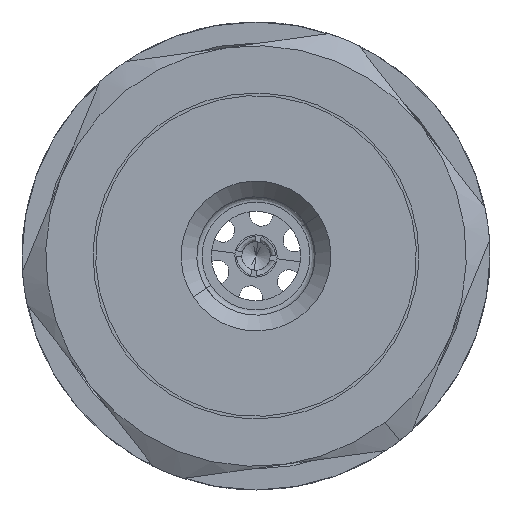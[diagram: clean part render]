
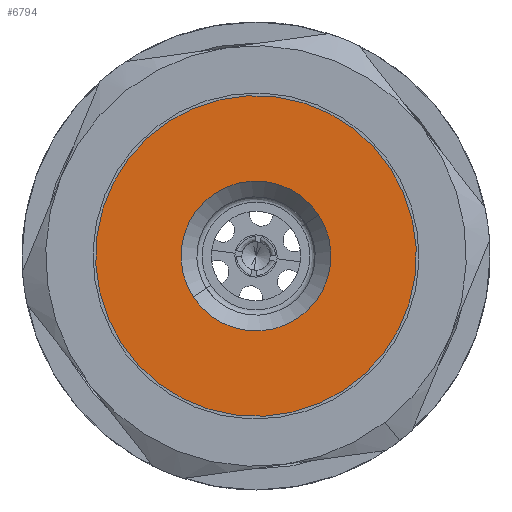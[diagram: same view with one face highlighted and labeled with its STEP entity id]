
A CAD part, left-side view. The second image highlights one B-rep face of the part: STEP entity #6794.
In plain terms, the highlighted planar face has unit normal (-1, 0, 0).
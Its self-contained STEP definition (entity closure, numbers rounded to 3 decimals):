
#326 = CARTESIAN_POINT ( 'NONE',  ( -28.9, 21.882, -5.908 ) ) ;
#455 = CARTESIAN_POINT ( 'NONE',  ( -28.9, 18.127, -3.472 ) ) ;
#635 = CARTESIAN_POINT ( 'NONE',  ( -28.9, 23.245, -6.792 ) ) ;
#764 = CARTESIAN_POINT ( 'NONE',  ( -28.9, 19.491, -4.357 ) ) ;
#977 = DIRECTION ( 'NONE',  ( 0., -0.839, 0.544 ) ) ;
#992 = CARTESIAN_POINT ( 'NONE',  ( -28.9, 20.686, -5.132 ) ) ;
#995 = DIRECTION ( 'NONE',  ( 1., 0., 0. ) ) ;
#1130 = CARTESIAN_POINT ( 'NONE',  ( -28.9, 20.686, -5.132 ) ) ;
#1132 = DIRECTION ( 'NONE',  ( -1., 0., 0. ) ) ;
#1140 = DIRECTION ( 'NONE',  ( 0., 0.839, -0.544 ) ) ;
#2495 = EDGE_CURVE ( 'NONE', #3136, #2691, #4023, .T. ) ;
#2497 = EDGE_CURVE ( 'NONE', #2697, #2759, #4032, .T. ) ;
#2585 = EDGE_CURVE ( 'NONE', #2759, #2697, #4119, .T. ) ;
#2617 = EDGE_CURVE ( 'NONE', #2691, #3136, #4422, .T. ) ;
#2691 = VERTEX_POINT ( 'NONE', #764 ) ;
#2697 = VERTEX_POINT ( 'NONE', #635 ) ;
#2759 = VERTEX_POINT ( 'NONE', #455 ) ;
#2986 = ORIENTED_EDGE ( 'NONE', *, *, #2495, .F. ) ;
#3136 = VERTEX_POINT ( 'NONE', #326 ) ;
#3291 = ORIENTED_EDGE ( 'NONE', *, *, #2497, .F. ) ;
#3328 = EDGE_LOOP ( 'NONE', ( #3382, #3291 ) ) ;
#3329 = ORIENTED_EDGE ( 'NONE', *, *, #2617, .F. ) ;
#3382 = ORIENTED_EDGE ( 'NONE', *, *, #2585, .F. ) ;
#3706 = EDGE_LOOP ( 'NONE', ( #2986, #3329 ) ) ;
#4023 = CIRCLE ( 'NONE', #7449, 1.425 ) ;
#4032 = CIRCLE ( 'NONE', #7447, 3.05 ) ;
#4119 = CIRCLE ( 'NONE', #7489, 3.05 ) ;
#4422 = CIRCLE ( 'NONE', #7499, 1.425 ) ;
#4523 = CARTESIAN_POINT ( 'NONE',  ( -28.9, 19.026, -7.691 ) ) ;
#4559 = DIRECTION ( 'NONE',  ( 0., -0.839, 0.544 ) ) ;
#4560 = DIRECTION ( 'NONE',  ( 1., 0., 0. ) ) ;
#4576 = PLANE ( 'NONE',  #7284 ) ;
#6014 = CARTESIAN_POINT ( 'NONE',  ( -28.9, 20.686, -5.132 ) ) ;
#6015 = DIRECTION ( 'NONE',  ( -1., 0., 0. ) ) ;
#6016 = DIRECTION ( 'NONE',  ( 0., 0.839, -0.544 ) ) ;
#6043 = CARTESIAN_POINT ( 'NONE',  ( -28.9, 20.686, -5.132 ) ) ;
#6045 = DIRECTION ( 'NONE',  ( 1., 0., 0. ) ) ;
#6046 = DIRECTION ( 'NONE',  ( 0., -0.839, 0.544 ) ) ;
#6350 = FACE_OUTER_BOUND ( 'NONE', #3328, .T. ) ;
#6380 = FACE_BOUND ( 'NONE', #3706, .T. ) ;
#6794 = ADVANCED_FACE ( 'NONE', ( #6350, #6380 ), #4576, .F. ) ;
#7284 = AXIS2_PLACEMENT_3D ( 'NONE', #4523, #4560, #4559 ) ;
#7447 = AXIS2_PLACEMENT_3D ( 'NONE', #6043, #6045, #6046 ) ;
#7449 = AXIS2_PLACEMENT_3D ( 'NONE', #6014, #6015, #6016 ) ;
#7489 = AXIS2_PLACEMENT_3D ( 'NONE', #992, #995, #977 ) ;
#7499 = AXIS2_PLACEMENT_3D ( 'NONE', #1130, #1132, #1140 ) ;
